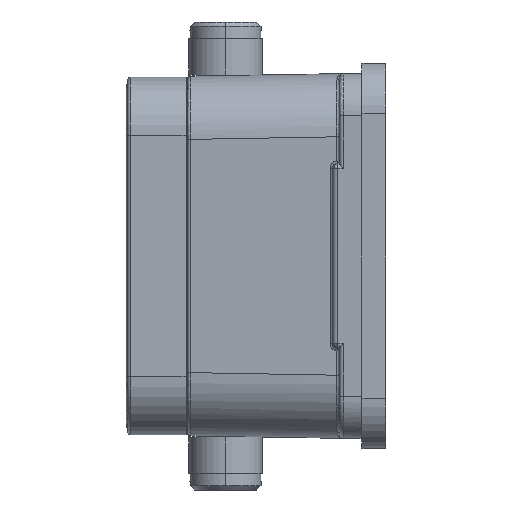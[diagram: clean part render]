
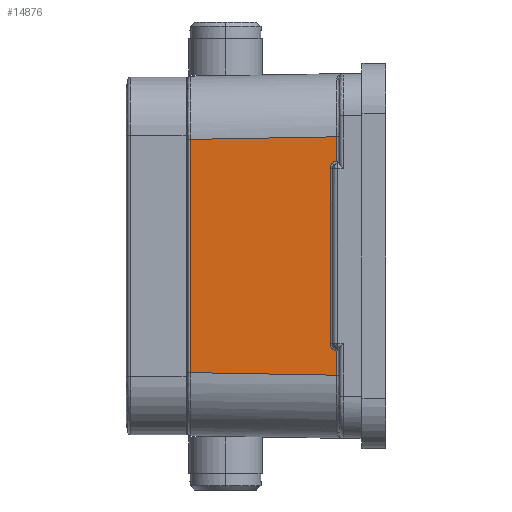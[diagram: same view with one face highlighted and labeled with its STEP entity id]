
A CAD part, left-side view. The second image highlights one B-rep face of the part: STEP entity #14876.
In plain terms, the highlighted planar face has unit normal (-1, 0.018, 0).
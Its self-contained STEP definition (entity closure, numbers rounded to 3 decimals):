
#2552 = DIRECTION ( 'NONE',  ( -0.017, -1., 0.017 ) ) ;
#2553 = VECTOR ( 'NONE', #2552, 1000. ) ;
#2554 = CARTESIAN_POINT ( 'NONE',  ( -46.986, -24.195, 14.237 ) ) ;
#2555 = LINE ( 'NONE', #2554, #2553 ) ;
#10586 = CARTESIAN_POINT ( 'NONE',  ( -46.908, -19.705, -14.159 ) ) ;
#11009 = CARTESIAN_POINT ( 'NONE',  ( -46.908, -19.705, 14.159 ) ) ;
#11010 = DIRECTION ( 'NONE',  ( 0., 0., 1. ) ) ;
#11011 = VECTOR ( 'NONE', #11010, 1000. ) ;
#11012 = CARTESIAN_POINT ( 'NONE',  ( -46.908, -19.705, 22.924 ) ) ;
#11013 = LINE ( 'NONE', #11012, #11011 ) ;
#11073 = CARTESIAN_POINT ( 'NONE',  ( -46.604, -2.295, 13.855 ) ) ;
#11705 = CARTESIAN_POINT ( 'NONE',  ( -46.894, -18.905, -10.4 ) ) ;
#11720 = LINE ( 'NONE', #11748, #11747 ) ;
#11725 = CARTESIAN_POINT ( 'NONE',  ( -46.604, -2.295, -13.855 ) ) ;
#11745 = CARTESIAN_POINT ( 'NONE',  ( -46.908, -19.705, -11.294 ) ) ;
#11746 = DIRECTION ( 'NONE',  ( 0., 0., 1. ) ) ;
#11747 = VECTOR ( 'NONE', #11746, 1000. ) ;
#11748 = CARTESIAN_POINT ( 'NONE',  ( -46.894, -18.905, 22.924 ) ) ;
#11752 = CARTESIAN_POINT ( 'NONE',  ( -46.899, -19.209, -11.083 ) ) ;
#11753 = CARTESIAN_POINT ( 'NONE',  ( -46.901, -19.296, -11.15 ) ) ;
#11754 = CARTESIAN_POINT ( 'NONE',  ( -46.904, -19.494, -11.252 ) ) ;
#11755 = CARTESIAN_POINT ( 'NONE',  ( -46.906, -19.596, -11.282 ) ) ;
#11756 = CARTESIAN_POINT ( 'NONE',  ( -46.908, -19.705, -11.294 ) ) ;
#11761 = B_SPLINE_CURVE_WITH_KNOTS ( 'NONE', 3,
 ( #11756, #11755, #11754, #11753, #11752, #11791, #11790, #11789, #11788, #11787 ),
 .UNSPECIFIED., .F., .F.,
 ( 4, 2, 2, 2, 4 ),
 ( 0., 0.25, 0.5, 0.75, 1. ),
 .UNSPECIFIED. ) ;
#11787 = CARTESIAN_POINT ( 'NONE',  ( -46.894, -18.905, -10.4 ) ) ;
#11788 = CARTESIAN_POINT ( 'NONE',  ( -46.894, -18.905, -10.512 ) ) ;
#11789 = CARTESIAN_POINT ( 'NONE',  ( -46.894, -18.925, -10.619 ) ) ;
#11790 = CARTESIAN_POINT ( 'NONE',  ( -46.896, -19.005, -10.825 ) ) ;
#11791 = CARTESIAN_POINT ( 'NONE',  ( -46.897, -19.062, -10.92 ) ) ;
#12093 = B_SPLINE_CURVE_WITH_KNOTS ( 'NONE', 3,
 ( #12248, #12135, #12134, #12133, #12132, #12131, #12130, #12129, #12128, #12123, #12122, #12121 ),
 .UNSPECIFIED., .F., .F.,
 ( 4, 2, 2, 2, 2, 4 ),
 ( 0., 0.25, 0.5, 0.625, 0.75, 1. ),
 .UNSPECIFIED. ) ;
#12121 = CARTESIAN_POINT ( 'NONE',  ( -46.908, -19.705, 11.294 ) ) ;
#12122 = CARTESIAN_POINT ( 'NONE',  ( -46.906, -19.595, 11.282 ) ) ;
#12123 = CARTESIAN_POINT ( 'NONE',  ( -46.904, -19.492, 11.251 ) ) ;
#12128 = CARTESIAN_POINT ( 'NONE',  ( -46.902, -19.346, 11.176 ) ) ;
#12129 = CARTESIAN_POINT ( 'NONE',  ( -46.901, -19.298, 11.146 ) ) ;
#12130 = CARTESIAN_POINT ( 'NONE',  ( -46.899, -19.212, 11.079 ) ) ;
#12131 = CARTESIAN_POINT ( 'NONE',  ( -46.898, -19.172, 11.042 ) ) ;
#12132 = CARTESIAN_POINT ( 'NONE',  ( -46.897, -19.062, 10.92 ) ) ;
#12133 = CARTESIAN_POINT ( 'NONE',  ( -46.896, -19.005, 10.826 ) ) ;
#12134 = CARTESIAN_POINT ( 'NONE',  ( -46.894, -18.925, 10.619 ) ) ;
#12135 = CARTESIAN_POINT ( 'NONE',  ( -46.894, -18.905, 10.511 ) ) ;
#12139 = CARTESIAN_POINT ( 'NONE',  ( -46.908, -19.705, 11.294 ) ) ;
#12166 = LINE ( 'NONE', #12233, #12258 ) ;
#12233 = CARTESIAN_POINT ( 'NONE',  ( -46.908, -19.705, 22.924 ) ) ;
#12248 = CARTESIAN_POINT ( 'NONE',  ( -46.894, -18.905, 10.4 ) ) ;
#12250 = DIRECTION ( 'NONE',  ( 0., 0., -1. ) ) ;
#12253 = CARTESIAN_POINT ( 'NONE',  ( -46.894, -18.905, 10.4 ) ) ;
#12256 = LINE ( 'NONE', #12285, #12284 ) ;
#12257 = DIRECTION ( 'NONE',  ( 0., 0., 1. ) ) ;
#12258 = VECTOR ( 'NONE', #12257, 1000. ) ;
#12284 = VECTOR ( 'NONE', #12250, 1000. ) ;
#12285 = CARTESIAN_POINT ( 'NONE',  ( -46.604, -2.295, 22.924 ) ) ;
#12837 = PLANE ( 'NONE',  #12873 ) ;
#12843 = DIRECTION ( 'NONE',  ( -1., 0.017, 0. ) ) ;
#12854 = FACE_OUTER_BOUND ( 'NONE', #14799, .T. ) ;
#12860 = CARTESIAN_POINT ( 'NONE',  ( -46.7, -7.8, 22.924 ) ) ;
#12873 = AXIS2_PLACEMENT_3D ( 'NONE', #12860, #12843, #12907 ) ;
#12907 = DIRECTION ( 'NONE',  ( -0.017, -1., 0. ) ) ;
#13112 = DIRECTION ( 'NONE',  ( -0.017, -1., -0.017 ) ) ;
#13113 = VECTOR ( 'NONE', #13112, 1000. ) ;
#13114 = CARTESIAN_POINT ( 'NONE',  ( -46.604, -2.295, -13.855 ) ) ;
#13115 = LINE ( 'NONE', #13114, #13113 ) ;
#14343 = VERTEX_POINT ( 'NONE', #10586 ) ;
#14559 = VERTEX_POINT ( 'NONE', #11073 ) ;
#14578 = EDGE_CURVE ( 'NONE', #14343, #14685, #11013, .T. ) ;
#14582 = VERTEX_POINT ( 'NONE', #11009 ) ;
#14657 = VERTEX_POINT ( 'NONE', #11725 ) ;
#14681 = EDGE_CURVE ( 'NONE', #14691, #14727, #11720, .T. ) ;
#14684 = EDGE_CURVE ( 'NONE', #14685, #14691, #11761, .T. ) ;
#14685 = VERTEX_POINT ( 'NONE', #11745 ) ;
#14691 = VERTEX_POINT ( 'NONE', #11705 ) ;
#14727 = VERTEX_POINT ( 'NONE', #12253 ) ;
#14729 = VERTEX_POINT ( 'NONE', #12139 ) ;
#14737 = EDGE_CURVE ( 'NONE', #14729, #14582, #12166, .T. ) ;
#14749 = EDGE_CURVE ( 'NONE', #14559, #14657, #12256, .T. ) ;
#14755 = EDGE_CURVE ( 'NONE', #14727, #14729, #12093, .T. ) ;
#14798 = ORIENTED_EDGE ( 'NONE', *, *, #14919, .T. ) ;
#14799 = EDGE_LOOP ( 'NONE', ( #14798, #14877, #15103, #15024, #14973, #14983, #15035, #15107 ) ) ;
#14876 = ADVANCED_FACE ( 'NONE', ( #12854 ), #12837, .T. ) ;
#14877 = ORIENTED_EDGE ( 'NONE', *, *, #14578, .T. ) ;
#14919 = EDGE_CURVE ( 'NONE', #14657, #14343, #13115, .T. ) ;
#14973 = ORIENTED_EDGE ( 'NONE', *, *, #14755, .T. ) ;
#14983 = ORIENTED_EDGE ( 'NONE', *, *, #14737, .T. ) ;
#14986 = EDGE_CURVE ( 'NONE', #14559, #14582, #2555, .T. ) ;
#15024 = ORIENTED_EDGE ( 'NONE', *, *, #14681, .T. ) ;
#15035 = ORIENTED_EDGE ( 'NONE', *, *, #14986, .F. ) ;
#15103 = ORIENTED_EDGE ( 'NONE', *, *, #14684, .T. ) ;
#15107 = ORIENTED_EDGE ( 'NONE', *, *, #14749, .T. ) ;
